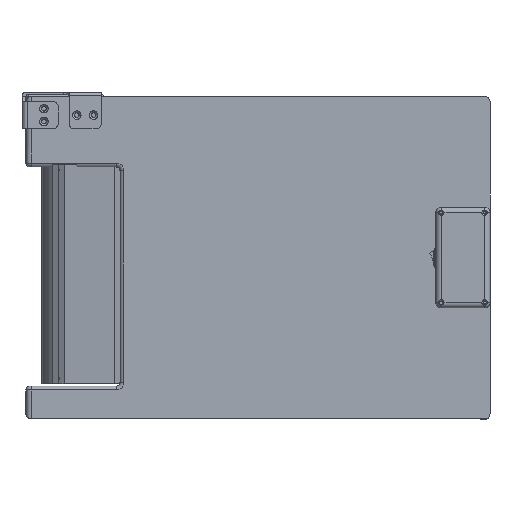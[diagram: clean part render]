
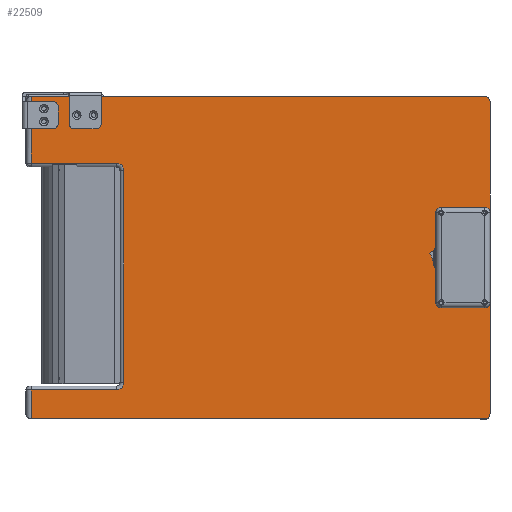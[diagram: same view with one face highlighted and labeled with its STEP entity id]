
A CAD part, top view. The second image highlights one B-rep face of the part: STEP entity #22509.
In plain terms, the highlighted planar face has unit normal (0, 0, 1).
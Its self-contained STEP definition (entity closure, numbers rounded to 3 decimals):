
#1497=FACE_BOUND('',#2970,.T.);
#1498=FACE_BOUND('',#2971,.T.);
#1499=FACE_BOUND('',#2972,.T.);
#1500=FACE_BOUND('',#2973,.T.);
#1501=FACE_BOUND('',#2974,.T.);
#1502=FACE_BOUND('',#2975,.T.);
#1657=FACE_OUTER_BOUND('',#2969,.T.);
#2969=EDGE_LOOP('',(#15034,#15035,#15036,#15037,#15038,#15039,#15040,#15041,
#15042,#15043,#15044,#15045));
#2970=EDGE_LOOP('',(#15046,#15047));
#2971=EDGE_LOOP('',(#15048,#15049));
#2972=EDGE_LOOP('',(#15050,#15051));
#2973=EDGE_LOOP('',(#15052,#15053));
#2974=EDGE_LOOP('',(#15054,#15055));
#2975=EDGE_LOOP('',(#15056,#15057));
#4404=LINE('',#33981,#6088);
#4409=LINE('',#33989,#6093);
#4411=LINE('',#33995,#6095);
#4419=LINE('',#34040,#6103);
#4422=LINE('',#34052,#6106);
#4423=LINE('',#34056,#6107);
#4424=LINE('',#34060,#6108);
#4425=LINE('',#34061,#6109);
#6088=VECTOR('',#26850,10.);
#6093=VECTOR('',#26861,10.);
#6095=VECTOR('',#26867,10.);
#6103=VECTOR('',#26899,10.);
#6106=VECTOR('',#26916,10.);
#6107=VECTOR('',#26919,10.);
#6108=VECTOR('',#26922,10.);
#6109=VECTOR('',#26923,10.);
#7752=CIRCLE('',#24025,6.);
#7759=CIRCLE('',#24034,6.);
#7783=CIRCLE('',#24077,4.);
#7784=CIRCLE('',#24078,4.);
#7785=CIRCLE('',#24079,2.25);
#7786=CIRCLE('',#24080,2.25);
#7787=CIRCLE('',#24081,2.25);
#7788=CIRCLE('',#24082,2.25);
#7789=CIRCLE('',#24083,2.25);
#7790=CIRCLE('',#24084,2.25);
#7791=CIRCLE('',#24085,2.25);
#7792=CIRCLE('',#24086,2.25);
#7793=CIRCLE('',#24087,2.25);
#7794=CIRCLE('',#24088,2.25);
#7795=CIRCLE('',#24089,2.25);
#7796=CIRCLE('',#24090,2.25);
#9088=VERTEX_POINT('',#33913);
#9089=VERTEX_POINT('',#33914);
#9094=VERTEX_POINT('',#33928);
#9095=VERTEX_POINT('',#33929);
#9106=VERTEX_POINT('',#33976);
#9108=VERTEX_POINT('',#33993);
#9115=VERTEX_POINT('',#34038);
#9117=VERTEX_POINT('',#34051);
#9118=VERTEX_POINT('',#34053);
#9119=VERTEX_POINT('',#34055);
#9120=VERTEX_POINT('',#34057);
#9121=VERTEX_POINT('',#34059);
#9122=VERTEX_POINT('',#34062);
#9123=VERTEX_POINT('',#34063);
#9124=VERTEX_POINT('',#34066);
#9125=VERTEX_POINT('',#34067);
#9126=VERTEX_POINT('',#34070);
#9127=VERTEX_POINT('',#34071);
#9128=VERTEX_POINT('',#34074);
#9129=VERTEX_POINT('',#34075);
#9130=VERTEX_POINT('',#34078);
#9131=VERTEX_POINT('',#34079);
#9132=VERTEX_POINT('',#34082);
#9133=VERTEX_POINT('',#34083);
#11405=EDGE_CURVE('',#9088,#9089,#7752,.T.);
#11412=EDGE_CURVE('',#9094,#9095,#7759,.T.);
#11430=EDGE_CURVE('',#9095,#9106,#4404,.T.);
#11435=EDGE_CURVE('',#9089,#9094,#4409,.T.);
#11438=EDGE_CURVE('',#9108,#9088,#4411,.T.);
#11454=EDGE_CURVE('',#9115,#9108,#4419,.T.);
#11458=EDGE_CURVE('',#9115,#9117,#4422,.T.);
#11459=EDGE_CURVE('',#9118,#9117,#7783,.T.);
#11460=EDGE_CURVE('',#9118,#9119,#4423,.T.);
#11461=EDGE_CURVE('',#9120,#9119,#7784,.T.);
#11462=EDGE_CURVE('',#9121,#9120,#4424,.T.);
#11463=EDGE_CURVE('',#9106,#9121,#4425,.T.);
#11464=EDGE_CURVE('',#9122,#9123,#7785,.T.);
#11465=EDGE_CURVE('',#9123,#9122,#7786,.T.);
#11466=EDGE_CURVE('',#9124,#9125,#7787,.T.);
#11467=EDGE_CURVE('',#9125,#9124,#7788,.T.);
#11468=EDGE_CURVE('',#9126,#9127,#7789,.T.);
#11469=EDGE_CURVE('',#9127,#9126,#7790,.T.);
#11470=EDGE_CURVE('',#9128,#9129,#7791,.T.);
#11471=EDGE_CURVE('',#9129,#9128,#7792,.T.);
#11472=EDGE_CURVE('',#9130,#9131,#7793,.T.);
#11473=EDGE_CURVE('',#9131,#9130,#7794,.T.);
#11474=EDGE_CURVE('',#9132,#9133,#7795,.T.);
#11475=EDGE_CURVE('',#9133,#9132,#7796,.T.);
#15034=ORIENTED_EDGE('',*,*,#11438,.F.);
#15035=ORIENTED_EDGE('',*,*,#11454,.F.);
#15036=ORIENTED_EDGE('',*,*,#11458,.T.);
#15037=ORIENTED_EDGE('',*,*,#11459,.F.);
#15038=ORIENTED_EDGE('',*,*,#11460,.T.);
#15039=ORIENTED_EDGE('',*,*,#11461,.F.);
#15040=ORIENTED_EDGE('',*,*,#11462,.F.);
#15041=ORIENTED_EDGE('',*,*,#11463,.F.);
#15042=ORIENTED_EDGE('',*,*,#11430,.F.);
#15043=ORIENTED_EDGE('',*,*,#11412,.F.);
#15044=ORIENTED_EDGE('',*,*,#11435,.F.);
#15045=ORIENTED_EDGE('',*,*,#11405,.F.);
#15046=ORIENTED_EDGE('',*,*,#11464,.T.);
#15047=ORIENTED_EDGE('',*,*,#11465,.T.);
#15048=ORIENTED_EDGE('',*,*,#11466,.T.);
#15049=ORIENTED_EDGE('',*,*,#11467,.T.);
#15050=ORIENTED_EDGE('',*,*,#11468,.T.);
#15051=ORIENTED_EDGE('',*,*,#11469,.T.);
#15052=ORIENTED_EDGE('',*,*,#11470,.T.);
#15053=ORIENTED_EDGE('',*,*,#11471,.T.);
#15054=ORIENTED_EDGE('',*,*,#11472,.T.);
#15055=ORIENTED_EDGE('',*,*,#11473,.T.);
#15056=ORIENTED_EDGE('',*,*,#11474,.T.);
#15057=ORIENTED_EDGE('',*,*,#11475,.T.);
#21919=PLANE('',#24076);
#22509=ADVANCED_FACE('',(#1657,#1497,#1498,#1499,#1500,#1501,#1502),#21919,
 .F.);
#24025=AXIS2_PLACEMENT_3D('',#33915,#26791,#26792);
#24034=AXIS2_PLACEMENT_3D('',#33930,#26809,#26810);
#24076=AXIS2_PLACEMENT_3D('',#34050,#26914,#26915);
#24077=AXIS2_PLACEMENT_3D('',#34054,#26917,#26918);
#24078=AXIS2_PLACEMENT_3D('',#34058,#26920,#26921);
#24079=AXIS2_PLACEMENT_3D('',#34064,#26924,#26925);
#24080=AXIS2_PLACEMENT_3D('',#34065,#26926,#26927);
#24081=AXIS2_PLACEMENT_3D('',#34068,#26928,#26929);
#24082=AXIS2_PLACEMENT_3D('',#34069,#26930,#26931);
#24083=AXIS2_PLACEMENT_3D('',#34072,#26932,#26933);
#24084=AXIS2_PLACEMENT_3D('',#34073,#26934,#26935);
#24085=AXIS2_PLACEMENT_3D('',#34076,#26936,#26937);
#24086=AXIS2_PLACEMENT_3D('',#34077,#26938,#26939);
#24087=AXIS2_PLACEMENT_3D('',#34080,#26940,#26941);
#24088=AXIS2_PLACEMENT_3D('',#34081,#26942,#26943);
#24089=AXIS2_PLACEMENT_3D('',#34084,#26944,#26945);
#24090=AXIS2_PLACEMENT_3D('',#34085,#26946,#26947);
#26791=DIRECTION('center_axis',(0.,0.,1.));
#26792=DIRECTION('ref_axis',(0.707,-0.707,0.));
#26809=DIRECTION('center_axis',(0.,0.,1.));
#26810=DIRECTION('ref_axis',(0.707,0.707,0.));
#26850=DIRECTION('',(-1.,0.,0.));
#26861=DIRECTION('',(0.,1.,0.));
#26867=DIRECTION('',(1.,0.,0.));
#26899=DIRECTION('',(0.,1.,0.));
#26914=DIRECTION('center_axis',(0.,0.,-1.));
#26915=DIRECTION('ref_axis',(-1.,0.,0.));
#26916=DIRECTION('',(1.,0.,0.));
#26917=DIRECTION('center_axis',(0.,0.,-1.));
#26918=DIRECTION('ref_axis',(0.707,-0.707,0.));
#26919=DIRECTION('',(0.,1.,0.));
#26920=DIRECTION('center_axis',(0.,0.,-1.));
#26921=DIRECTION('ref_axis',(0.707,0.707,0.));
#26922=DIRECTION('',(1.,0.,0.));
#26923=DIRECTION('',(0.,1.,0.));
#26924=DIRECTION('center_axis',(0.,0.,-1.));
#26925=DIRECTION('ref_axis',(1.,0.,0.));
#26926=DIRECTION('center_axis',(0.,0.,-1.));
#26927=DIRECTION('ref_axis',(1.,0.,0.));
#26928=DIRECTION('center_axis',(0.,0.,-1.));
#26929=DIRECTION('ref_axis',(1.,0.,0.));
#26930=DIRECTION('center_axis',(0.,0.,-1.));
#26931=DIRECTION('ref_axis',(1.,0.,0.));
#26932=DIRECTION('center_axis',(0.,0.,-1.));
#26933=DIRECTION('ref_axis',(1.,0.,0.));
#26934=DIRECTION('center_axis',(0.,0.,-1.));
#26935=DIRECTION('ref_axis',(1.,0.,0.));
#26936=DIRECTION('center_axis',(0.,0.,-1.));
#26937=DIRECTION('ref_axis',(1.,0.,0.));
#26938=DIRECTION('center_axis',(0.,0.,-1.));
#26939=DIRECTION('ref_axis',(1.,0.,0.));
#26940=DIRECTION('center_axis',(0.,0.,-1.));
#26941=DIRECTION('ref_axis',(1.,0.,0.));
#26942=DIRECTION('center_axis',(0.,0.,-1.));
#26943=DIRECTION('ref_axis',(1.,0.,0.));
#26944=DIRECTION('center_axis',(0.,0.,-1.));
#26945=DIRECTION('ref_axis',(1.,0.,0.));
#26946=DIRECTION('center_axis',(0.,0.,-1.));
#26947=DIRECTION('ref_axis',(1.,0.,0.));
#33913=CARTESIAN_POINT('',(-279.98,22.4,10.));
#33914=CARTESIAN_POINT('',(-273.98,28.4,10.));
#33915=CARTESIAN_POINT('Origin',(-279.98,28.4,10.));
#33928=CARTESIAN_POINT('',(-273.98,192.4,10.));
#33929=CARTESIAN_POINT('',(-279.98,198.4,10.));
#33930=CARTESIAN_POINT('Origin',(-279.98,192.4,10.));
#33976=CARTESIAN_POINT('',(-346.,198.4,10.));
#33981=CARTESIAN_POINT('',(-138.49,198.4,10.));
#33989=CARTESIAN_POINT('',(-273.98,12.7,10.));
#33993=CARTESIAN_POINT('',(-346.,22.4,10.));
#33995=CARTESIAN_POINT('',(-175.,22.4,10.));
#34038=CARTESIAN_POINT('',(-346.,0.,10.));
#34040=CARTESIAN_POINT('',(-346.,0.,10.));
#34050=CARTESIAN_POINT('Origin',(0.,0.,10.));
#34051=CARTESIAN_POINT('',(6.,0.,10.));
#34052=CARTESIAN_POINT('',(-350.,0.,10.));
#34053=CARTESIAN_POINT('',(10.,4.,10.));
#34054=CARTESIAN_POINT('Origin',(6.,4.,10.));
#34055=CARTESIAN_POINT('',(10.,246.,10.));
#34056=CARTESIAN_POINT('',(10.,0.,10.));
#34057=CARTESIAN_POINT('',(6.,250.,10.));
#34058=CARTESIAN_POINT('Origin',(6.,246.,10.));
#34059=CARTESIAN_POINT('',(-346.,250.,10.));
#34060=CARTESIAN_POINT('',(-350.,250.,10.));
#34061=CARTESIAN_POINT('',(-346.,0.,10.));
#34062=CARTESIAN_POINT('',(-7.25,140.,10.));
#34063=CARTESIAN_POINT('',(-11.75,140.,10.));
#34064=CARTESIAN_POINT('Origin',(-9.5,140.,10.));
#34065=CARTESIAN_POINT('Origin',(-9.5,140.,10.));
#34066=CARTESIAN_POINT('',(-7.25,110.,10.));
#34067=CARTESIAN_POINT('',(-11.75,110.,10.));
#34068=CARTESIAN_POINT('Origin',(-9.5,110.,10.));
#34069=CARTESIAN_POINT('Origin',(-9.5,110.,10.));
#34070=CARTESIAN_POINT('',(-333.75,240.55,10.));
#34071=CARTESIAN_POINT('',(-338.25,240.55,10.));
#34072=CARTESIAN_POINT('Origin',(-336.,240.55,10.));
#34073=CARTESIAN_POINT('Origin',(-336.,240.55,10.));
#34074=CARTESIAN_POINT('',(-295.25,235.55,10.));
#34075=CARTESIAN_POINT('',(-299.75,235.55,10.));
#34076=CARTESIAN_POINT('Origin',(-297.5,235.55,10.));
#34077=CARTESIAN_POINT('Origin',(-297.5,235.55,10.));
#34078=CARTESIAN_POINT('',(-308.25,235.55,10.));
#34079=CARTESIAN_POINT('',(-312.75,235.55,10.));
#34080=CARTESIAN_POINT('Origin',(-310.5,235.55,10.));
#34081=CARTESIAN_POINT('Origin',(-310.5,235.55,10.));
#34082=CARTESIAN_POINT('',(-333.75,230.55,10.));
#34083=CARTESIAN_POINT('',(-338.25,230.55,10.));
#34084=CARTESIAN_POINT('Origin',(-336.,230.55,10.));
#34085=CARTESIAN_POINT('Origin',(-336.,230.55,10.));
